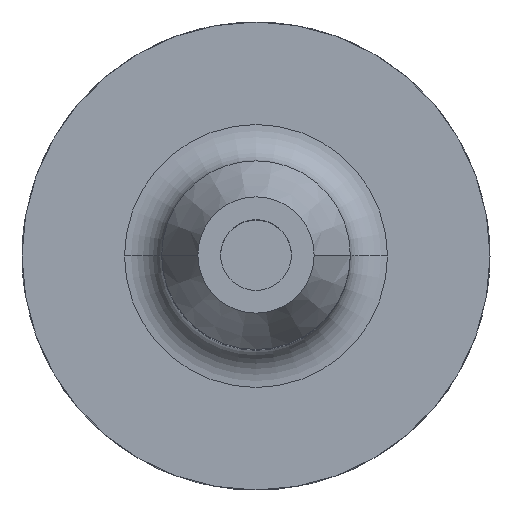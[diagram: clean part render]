
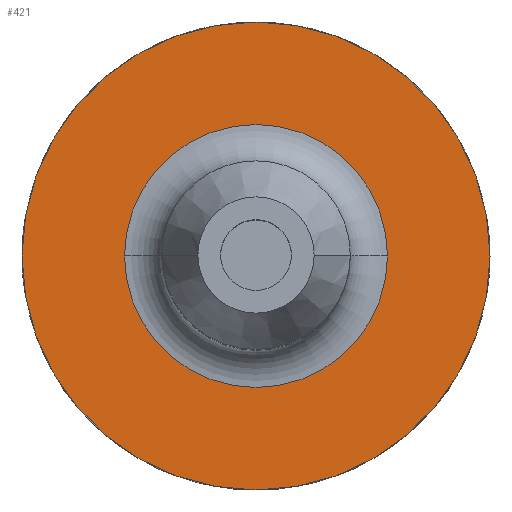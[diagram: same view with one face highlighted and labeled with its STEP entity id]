
A CAD part, top view. The second image highlights one B-rep face of the part: STEP entity #421.
In plain terms, the highlighted planar face has unit normal (0, 0, 1).
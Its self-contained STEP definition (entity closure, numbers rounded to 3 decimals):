
#100 = DIRECTION ( 'NONE',  ( 0., 0., -1. ) ) ;
#130 = DIRECTION ( 'NONE',  ( -1., 0., 0. ) ) ;
#238 = DIRECTION ( 'NONE',  ( -1., 0., 0. ) ) ;
#301 = EDGE_CURVE ( 'NONE', #322, #1355, #1360, .T. ) ;
#322 = VERTEX_POINT ( 'NONE', #1561 ) ;
#330 = DIRECTION ( 'NONE',  ( 0., 0., -1. ) ) ;
#357 = CARTESIAN_POINT ( 'NONE',  ( 0., 0., 27. ) ) ;
#367 = DIRECTION ( 'NONE',  ( 0., 0., -1. ) ) ;
#371 = DIRECTION ( 'NONE',  ( -1., 0., 0. ) ) ;
#380 = ORIENTED_EDGE ( 'NONE', *, *, #538, .F. ) ;
#384 = VERTEX_POINT ( 'NONE', #851 ) ;
#398 = CIRCLE ( 'NONE', #1441, 31.5 ) ;
#421 = ADVANCED_FACE ( 'NONE', ( #1487, #1171 ), #1186, .F. ) ;
#492 = AXIS2_PLACEMENT_3D ( 'NONE', #357, #367, #371 ) ;
#538 = EDGE_CURVE ( 'NONE', #1355, #322, #398, .T. ) ;
#553 = ORIENTED_EDGE ( 'NONE', *, *, #301, .F. ) ;
#574 = DIRECTION ( 'NONE',  ( 0., 0., -1. ) ) ;
#622 = AXIS2_PLACEMENT_3D ( 'NONE', #1395, #330, #130 ) ;
#626 = DIRECTION ( 'NONE',  ( 0., 0., -1. ) ) ;
#656 = AXIS2_PLACEMENT_3D ( 'NONE', #963, #100, #238 ) ;
#794 = CIRCLE ( 'NONE', #492, 17.7 ) ;
#851 = CARTESIAN_POINT ( 'NONE',  ( 17.7, 0., 27. ) ) ;
#856 = CARTESIAN_POINT ( 'NONE',  ( -17.7, 0., 27. ) ) ;
#963 = CARTESIAN_POINT ( 'NONE',  ( 0., 0., 27. ) ) ;
#1041 = AXIS2_PLACEMENT_3D ( 'NONE', #1536, #574, #1181 ) ;
#1053 = EDGE_CURVE ( 'NONE', #1489, #384, #1534, .T. ) ;
#1069 = CARTESIAN_POINT ( 'NONE',  ( -31.5, 0., 27. ) ) ;
#1171 = FACE_OUTER_BOUND ( 'NONE', #1392, .T. ) ;
#1177 = EDGE_CURVE ( 'NONE', #384, #1489, #794, .T. ) ;
#1181 = DIRECTION ( 'NONE',  ( -1., 0., 0. ) ) ;
#1186 = PLANE ( 'NONE',  #1041 ) ;
#1311 = EDGE_LOOP ( 'NONE', ( #1543, #1517 ) ) ;
#1347 = CARTESIAN_POINT ( 'NONE',  ( 0., 0., 27. ) ) ;
#1355 = VERTEX_POINT ( 'NONE', #1069 ) ;
#1360 = CIRCLE ( 'NONE', #622, 31.5 ) ;
#1392 = EDGE_LOOP ( 'NONE', ( #380, #553 ) ) ;
#1395 = CARTESIAN_POINT ( 'NONE',  ( 0., 0., 27. ) ) ;
#1441 = AXIS2_PLACEMENT_3D ( 'NONE', #1347, #626, #1471 ) ;
#1471 = DIRECTION ( 'NONE',  ( -1., 0., 0. ) ) ;
#1487 = FACE_BOUND ( 'NONE', #1311, .T. ) ;
#1489 = VERTEX_POINT ( 'NONE', #856 ) ;
#1517 = ORIENTED_EDGE ( 'NONE', *, *, #1177, .T. ) ;
#1534 = CIRCLE ( 'NONE', #656, 17.7 ) ;
#1536 = CARTESIAN_POINT ( 'NONE',  ( 0., 12.7, 27. ) ) ;
#1543 = ORIENTED_EDGE ( 'NONE', *, *, #1053, .T. ) ;
#1561 = CARTESIAN_POINT ( 'NONE',  ( 31.5, 0., 27. ) ) ;
